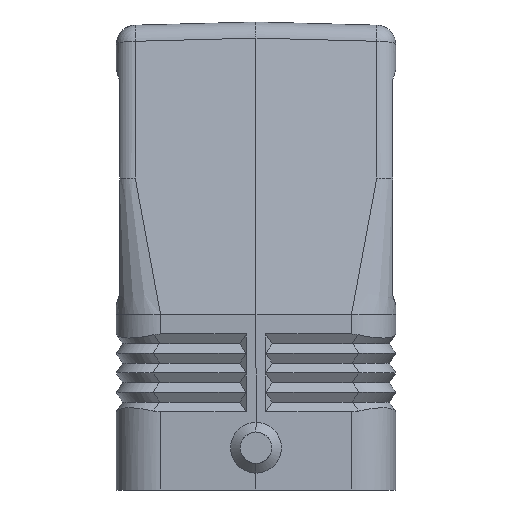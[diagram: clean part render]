
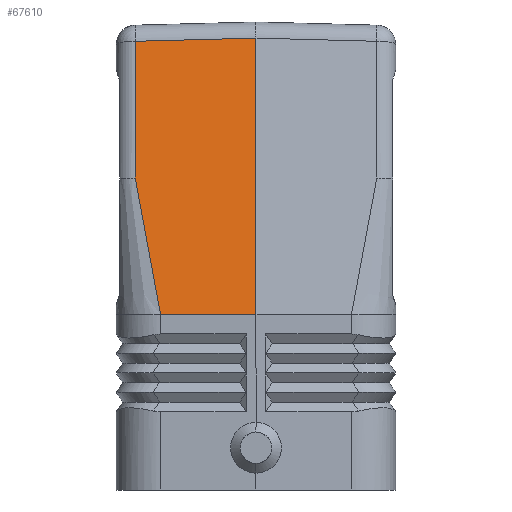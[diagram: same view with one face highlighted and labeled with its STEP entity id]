
A CAD part, left-side view. The second image highlights one B-rep face of the part: STEP entity #67610.
In plain terms, the highlighted face is planar.
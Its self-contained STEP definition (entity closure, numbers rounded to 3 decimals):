
#23860=CARTESIAN_POINT('',(80.906,14.762,
14.681));
#23870=VERTEX_POINT('',#23860);
#23900=CARTESIAN_POINT('',(81.29,14.799,
0.));
#23910=DIRECTION('',(-0.026,-0.003,
1.));
#23920=VECTOR('',#23910,1.);
#23930=LINE('',#23900,#23920);
#23940=CARTESIAN_POINT('',(81.29,14.799,0.));
#23950=VERTEX_POINT('',#23940);
#23960=EDGE_CURVE('',#23950,#23870,#23930,.T.);
#67150=CARTESIAN_POINT('',(81.29,14.799,
0.));
#67160=DIRECTION('',(-0.984,-0.174,
-0.026));
#67170=DIRECTION('',(-0.174,0.985,
0.));
#67180=AXIS2_PLACEMENT_3D('',#67150,#67160,#67170);
#67190=PLANE('',#67180);
#67200=CARTESIAN_POINT('',(83.899,0.,0.));
#67210=DIRECTION('',(0.174,-0.985,0.));
#67220=VECTOR('',#67210,1.);
#67230=LINE('',#67200,#67220);
#67240=CARTESIAN_POINT('',(73.792,57.321,0.));
#67250=VERTEX_POINT('',#67240);
#67260=EDGE_CURVE('',#67250,#23950,#67230,.T.);
#67270=ORIENTED_EDGE('',*,*,#67260,.F.);
#67280=ORIENTED_EDGE('',*,*,#23960,.F.);
#67290=CARTESIAN_POINT('',(80.903,14.776,
14.683));
#67300=DIRECTION('',(0.175,-0.968,
-0.179));
#67310=VECTOR('',#67300,1.);
#67320=LINE('',#67290,#67310);
#67330=CARTESIAN_POINT('',(77.093,35.799,18.576));
#67340=VERTEX_POINT('',#67330);
#67350=EDGE_CURVE('',#67340,#23870,#67320,.T.);
#67360=ORIENTED_EDGE('',*,*,#67350,.T.);
#67370=CARTESIAN_POINT('',(77.587,35.799,
0.));
#67380=DIRECTION('',(0.027,0.,
-1.));
#67390=VECTOR('',#67380,1.);
#67400=LINE('',#67370,#67390);
#67410=CARTESIAN_POINT('',(77.093,35.799,18.579))
;
#67420=VERTEX_POINT('',#67410);
#67430=EDGE_CURVE('',#67420,#67340,#67400,.T.);
#67440=ORIENTED_EDGE('',*,*,#67430,.T.);
#67450=CARTESIAN_POINT('',(83.313,0.521,
18.579));
#67460=DIRECTION('',(0.174,-0.985,
0.));
#67470=VECTOR('',#67460,1.);
#67480=LINE('',#67450,#67470);
#67490=CARTESIAN_POINT('',(73.384,56.835,
18.579));
#67500=VERTEX_POINT('',#67490);
#67510=EDGE_CURVE('',#67500,#67420,#67480,.T.);
#67520=ORIENTED_EDGE('',*,*,#67510,.T.);
#67530=CARTESIAN_POINT('',(73.79,57.319,
0.079));
#67540=DIRECTION('',(-0.022,-0.026,
0.999));
#67550=VECTOR('',#67540,1.);
#67560=LINE('',#67530,#67550);
#67570=EDGE_CURVE('',#67250,#67500,#67560,.T.);
#67580=ORIENTED_EDGE('',*,*,#67570,.T.);
#67590=EDGE_LOOP('',(#67580,#67520,#67440,#67360,#67280,#67270));
#67600=FACE_OUTER_BOUND('',#67590,.T.);
#67610=ADVANCED_FACE('',(#67600),#67190,.F.);
